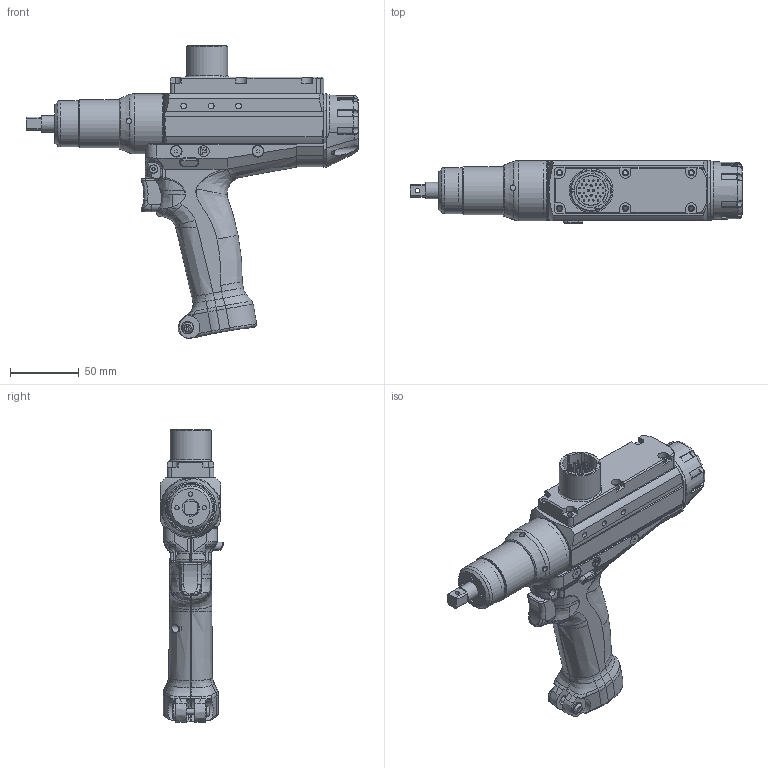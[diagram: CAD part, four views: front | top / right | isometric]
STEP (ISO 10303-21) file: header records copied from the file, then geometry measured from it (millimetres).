
FILE_DESCRIPTION(/* description */ (''),/* implementation_level */ '2;1');
FILE_NAME(/* name */ 'HFT-035M80-P1-X13001(16H-13001+H)_OUTLINE_20201215.stp',/* time_stamp */ '2024-11-21T16:24:25+09:00',/* author */ ('inoue'),/* organization */ (''),/* preprocessor_version */ 'ST-DEVELOPER v19.2',/* originating_system */ 'Autodesk Inventor 2023',/* authorisation */ '');
FILE_SCHEMA (('AUTOMOTIVE_DESIGN { 1 0 10303 214 3 1 1 }'));
Products named in the file (1): HFT-035M80-P1-X13001(16H-13001+F)_OUTLINE_20201215
Bounding box: 242 x 46 x 213.44 mm (x, y, z)
Volume: 510026 mm3; surface area: 127971.7 mm2
Topology: 1 solids, 8 shells, 1660 faces, 4725 edges, 3067 vertices
Faces by surface type: plane 796, cylinder 432, bspline 245, cone 82, sphere 60, torus 45
Full cylindrical faces by diameter (mm): 0.8 x4, 1 x50, 1.6 x8, 2.5 x4, 3 x3, 3.1 x4, 3.18 x1, 3.242 x1, 3.3 x14, 3.4 x4, 4 x4, 4.1 x4, 4.2 x10, 4.5 x8, 5.5 x3, 5.8 x4, 6 x8, 6.647 x1, 7 x5, 8 x6, 8.5 x4, 9 x1, 10 x1, 11.5 x1, 12 x3, 12.5 x1, 15.8 x1, 21.2 x1, 21.4 x2, 21.8 x1
Entity records: 86677 total; most frequent: CARTESIAN_POINT 43633, ORIENTED_EDGE 9316, DIRECTION 7730, EDGE_CURVE 4658, VERTEX_POINT 3067, AXIS2_PLACEMENT_3D 2808, LINE 2114, VECTOR 2114
